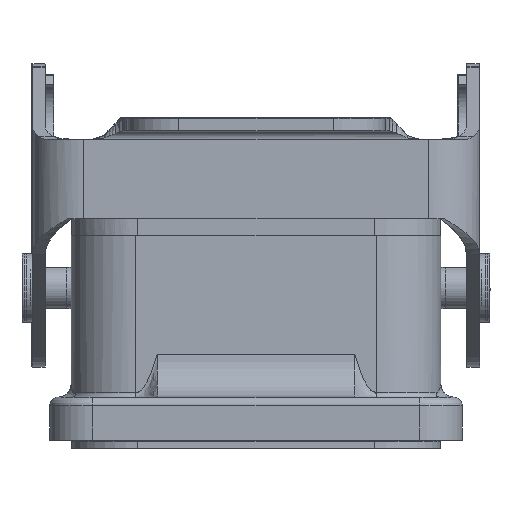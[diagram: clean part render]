
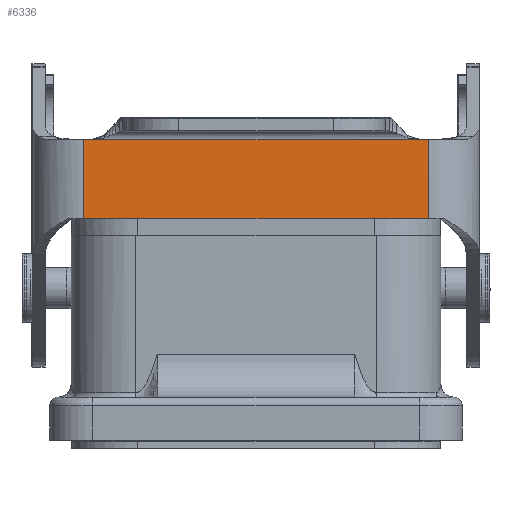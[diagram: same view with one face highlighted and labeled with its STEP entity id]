
A CAD part, left-side view. The second image highlights one B-rep face of the part: STEP entity #6336.
In plain terms, the highlighted planar face has unit normal (-1, 0, 0).
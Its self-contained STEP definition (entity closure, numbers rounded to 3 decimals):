
#6336=ADVANCED_FACE('F5',(#9404),#8250,.F.);
#8250=PLANE('',#39934);
#9404=FACE_OUTER_BOUND('',#11386,.T.);
#11386=EDGE_LOOP('',(#21225,#21226,#21227,#21228,#21229,#21230));
#15100=LINE('',#54297,#17842);
#15125=LINE('',#54484,#17867);
#15126=LINE('',#54487,#17868);
#15127=LINE('',#54489,#17869);
#15128=LINE('',#54490,#17870);
#15129=LINE('',#54492,#17871);
#17842=VECTOR('',#43819,1.);
#17867=VECTOR('',#43904,1.);
#17868=VECTOR('',#43905,1.);
#17869=VECTOR('',#43906,1.);
#17870=VECTOR('',#43907,1.);
#17871=VECTOR('',#43908,1.);
#21225=ORIENTED_EDGE('',*,*,#34219,.F.);
#21226=ORIENTED_EDGE('',*,*,#34220,.F.);
#21227=ORIENTED_EDGE('',*,*,#34221,.F.);
#21228=ORIENTED_EDGE('',*,*,#34166,.F.);
#21229=ORIENTED_EDGE('',*,*,#34222,.F.);
#21230=ORIENTED_EDGE('',*,*,#34223,.F.);
#30894=VERTEX_POINT('',#54296);
#30895=VERTEX_POINT('',#54298);
#30927=VERTEX_POINT('',#54485);
#30928=VERTEX_POINT('',#54486);
#30929=VERTEX_POINT('',#54488);
#30930=VERTEX_POINT('',#54491);
#34166=EDGE_CURVE('E39',#30894,#30895,#15100,.T.);
#34219=EDGE_CURVE('E7',#30927,#30928,#15125,.T.);
#34220=EDGE_CURVE('E41',#30929,#30927,#15126,.T.);
#34221=EDGE_CURVE('E40',#30895,#30929,#15127,.T.);
#34222=EDGE_CURVE('E38',#30930,#30894,#15128,.T.);
#34223=EDGE_CURVE('E37',#30928,#30930,#15129,.T.);
#39934=AXIS2_PLACEMENT_3D('',#54493,#43909,#43910);
#43819=DIRECTION('',(0.,0.,1.));
#43904=DIRECTION('',(0.,-1.,0.));
#43905=DIRECTION('',(0.,-1.,0.));
#43906=DIRECTION('',(0.,-1.,0.));
#43907=DIRECTION('',(0.,1.,0.));
#43908=DIRECTION('',(0.,0.,-1.));
#43909=DIRECTION('',(1.,0.,0.));
#43910=DIRECTION('',(0.,-1.,0.));
#54296=CARTESIAN_POINT('',(-64.327,20.15,25.576));
#54297=CARTESIAN_POINT('',(-64.327,20.15,30.176));
#54298=CARTESIAN_POINT('',(-64.327,20.15,34.776));
#54484=CARTESIAN_POINT('',(-64.327,-19.35,34.776));
#54485=CARTESIAN_POINT('',(-64.327,-18.85,34.776));
#54486=CARTESIAN_POINT('',(-64.327,-19.85,34.776));
#54487=CARTESIAN_POINT('',(-64.327,0.15,34.776));
#54488=CARTESIAN_POINT('',(-64.327,19.15,34.776));
#54489=CARTESIAN_POINT('',(-64.327,19.65,34.776));
#54490=CARTESIAN_POINT('',(-64.327,0.15,25.576));
#54491=CARTESIAN_POINT('',(-64.327,-19.85,25.576));
#54492=CARTESIAN_POINT('',(-64.327,-19.85,30.176));
#54493=CARTESIAN_POINT('',(-64.327,20.18,34.806));
